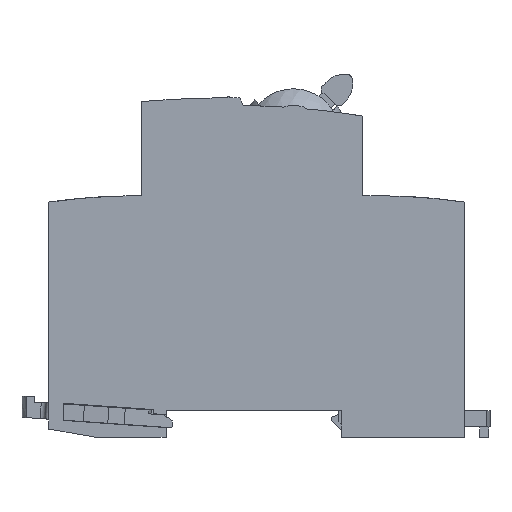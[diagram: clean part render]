
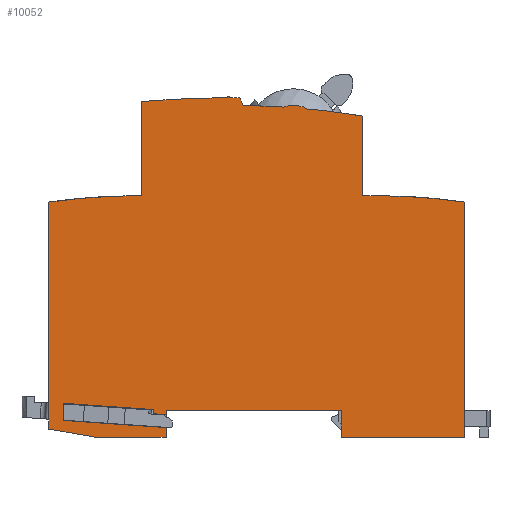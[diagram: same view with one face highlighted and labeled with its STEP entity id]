
A CAD part, left-side view. The second image highlights one B-rep face of the part: STEP entity #10052.
In plain terms, the highlighted planar face has unit normal (-1, 0, 0).
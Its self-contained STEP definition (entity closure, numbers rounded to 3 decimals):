
#2=DIRECTION('',(0.,0.998,0.07));
#3=VECTOR('',#2,2.507);
#4=CARTESIAN_POINT('',(0.,60.9,4.653));
#5=LINE('',#4,#3);
#6=DIRECTION('',(0.,0.,1.));
#7=VECTOR('',#6,0.85);
#8=CARTESIAN_POINT('',(0.,63.401,4.828));
#9=LINE('',#8,#7);
#10=DIRECTION('',(0.,0.998,0.07));
#11=VECTOR('',#10,18.444);
#12=CARTESIAN_POINT('',(0.,63.401,5.678));
#13=LINE('',#12,#11);
#14=DIRECTION('',(0.,-0.998,-0.07));
#15=VECTOR('',#14,20.951);
#16=CARTESIAN_POINT('',(0.,81.8,3.463));
#17=LINE('',#16,#15);
#18=DIRECTION('',(0.,0.985,0.174));
#19=VECTOR('',#18,9.85);
#20=CARTESIAN_POINT('',(0.,75.1,0.));
#21=LINE('',#20,#19);
#22=CARTESIAN_POINT('',(0.,65.9,-85.8));
#23=DIRECTION('',(1.,0.,0.));
#24=DIRECTION('',(0.,0.14,0.99));
#25=AXIS2_PLACEMENT_3D('',#22,#23,#24);
#27=CARTESIAN_POINT('',(0.,47.573,-146.601));
#28=DIRECTION('',(1.,0.,0.));
#29=DIRECTION('',(0.,0.085,0.996));
#30=AXIS2_PLACEMENT_3D('',#27,#28,#29);
#32=CARTESIAN_POINT('',(0.,48.198,69.352));
#33=DIRECTION('',(1.,0.,0.));
#34=DIRECTION('',(0.,1.,0.));
#35=AXIS2_PLACEMENT_3D('',#32,#33,#34);
#37=CARTESIAN_POINT('',(0.,48.198,69.352));
#38=DIRECTION('',(1.,0.,0.));
#39=DIRECTION('',(0.,0.,1.));
#40=AXIS2_PLACEMENT_3D('',#37,#38,#39);
#42=DIRECTION('',(0.,-0.444,-0.896));
#43=VECTOR('',#42,1.788);
#44=CARTESIAN_POINT('',(0.,45.898,69.245));
#45=LINE('',#44,#43);
#46=CARTESIAN_POINT('',(0.,47.043,-92.345));
#47=DIRECTION('',(1.,0.,0.));
#48=DIRECTION('',(0.,-0.012,1.));
#49=AXIS2_PLACEMENT_3D('',#46,#47,#48);
#51=CARTESIAN_POINT('',(0.,47.043,-92.345));
#52=DIRECTION('',(1.,0.,0.));
#53=DIRECTION('',(0.,-0.094,0.996));
#54=AXIS2_PLACEMENT_3D('',#51,#52,#53);
#56=DIRECTION('',(0.,-0.999,-0.035));
#57=VECTOR('',#56,2.014);
#58=CARTESIAN_POINT('',(0.,20.901,49.37));
#59=LINE('',#58,#57);
#60=CARTESIAN_POINT('',(0.,18.9,-85.8));
#61=DIRECTION('',(1.,0.,0.));
#62=DIRECTION('',(0.,0.,1.));
#63=AXIS2_PLACEMENT_3D('',#60,#61,#62);
#65=DIRECTION('',(0.,0.,1.));
#66=VECTOR('',#65,47.971);
#67=CARTESIAN_POINT('',(0.,0.,0.));
#68=LINE('',#67,#66);
#236=DIRECTION('',(0.,0.,1.));
#237=VECTOR('',#236,16.135);
#238=CARTESIAN_POINT('',(0.,20.901,49.37));
#239=LINE('',#238,#237);
#244=CARTESIAN_POINT('',(0.,34.922,61.499));
#245=DIRECTION('',(-1.,0.,0.));
#246=DIRECTION('',(0.,-0.476,0.88));
#247=AXIS2_PLACEMENT_3D('',#244,#245,#246);
#319=CARTESIAN_POINT('',(0.,47.573,-146.601));
#320=DIRECTION('',(-1.,0.,0.));
#321=DIRECTION('',(0.,-0.008,1.));
#322=AXIS2_PLACEMENT_3D('',#319,#320,#321);
#324=CARTESIAN_POINT('',(0.,47.573,-146.601));
#325=DIRECTION('',(-1.,0.,0.));
#326=DIRECTION('',(0.,0.,1.));
#327=AXIS2_PLACEMENT_3D('',#324,#325,#326);
#329=DIRECTION('',(0.,0.,1.));
#330=VECTOR('',#329,0.103);
#331=CARTESIAN_POINT('',(0.,47.998,69.249));
#332=LINE('',#331,#330);
#1373=DIRECTION('',(0.,0.,-1.));
#1374=VECTOR('',#1373,0.105);
#1375=CARTESIAN_POINT('',(0.,48.398,69.352));
#1376=LINE('',#1375,#1374);
#1385=DIRECTION('',(0.,0.,-1.));
#1386=VECTOR('',#1385,19.17);
#1387=CARTESIAN_POINT('',(0.,65.9,68.47));
#1388=LINE('',#1387,#1386);
#1496=DIRECTION('',(0.,0.,-1.));
#1497=VECTOR('',#1496,46.261);
#1498=CARTESIAN_POINT('',(0.,84.8,47.971));
#1499=LINE('',#1498,#1497);
#1540=DIRECTION('',(0.,-1.,0.));
#1541=VECTOR('',#1540,14.2);
#1542=CARTESIAN_POINT('',(0.,75.1,0.));
#1543=LINE('',#1542,#1541);
#1552=DIRECTION('',(0.,0.,1.));
#1553=VECTOR('',#1552,2.003);
#1554=CARTESIAN_POINT('',(0.,60.9,0.));
#1555=LINE('',#1554,#1553);
#1580=DIRECTION('',(0.,0.,1.));
#1581=VECTOR('',#1580,0.847);
#1582=CARTESIAN_POINT('',(0.,60.9,4.653));
#1583=LINE('',#1582,#1581);
#2125=DIRECTION('',(0.,0.,1.));
#2126=VECTOR('',#2125,3.5);
#2127=CARTESIAN_POINT('',(0.,81.8,3.463));
#2128=LINE('',#2127,#2126);
#4242=DIRECTION('',(0.,-1.,0.));
#4243=VECTOR('',#4242,35.7);
#4244=CARTESIAN_POINT('',(0.,60.9,5.5));
#4245=LINE('',#4244,#4243);
#5554=DIRECTION('',(0.,0.,-1.));
#5555=VECTOR('',#5554,5.5);
#5556=CARTESIAN_POINT('',(0.,25.2,5.5));
#5557=LINE('',#5556,#5555);
#6634=DIRECTION('',(0.,-1.,0.));
#6635=VECTOR('',#6634,25.2);
#6636=CARTESIAN_POINT('',(0.,25.2,0.));
#6637=LINE('',#6636,#6635);
#7650=CARTESIAN_POINT('',(0.,0.,0.));
#7651=CARTESIAN_POINT('',(0.,0.,47.971));
#7652=VERTEX_POINT('',#7650);
#7653=VERTEX_POINT('',#7651);
#7654=CARTESIAN_POINT('',(0.,25.2,0.));
#7655=VERTEX_POINT('',#7654);
#7656=CARTESIAN_POINT('',(0.,25.2,5.5));
#7657=VERTEX_POINT('',#7656);
#7658=CARTESIAN_POINT('',(0.,60.9,5.5));
#7659=VERTEX_POINT('',#7658);
#7660=CARTESIAN_POINT('',(0.,60.9,4.653));
#7661=VERTEX_POINT('',#7660);
#7662=CARTESIAN_POINT('',(0.,63.401,4.828));
#7663=VERTEX_POINT('',#7662);
#7664=CARTESIAN_POINT('',(0.,63.401,5.678));
#7665=VERTEX_POINT('',#7664);
#7666=CARTESIAN_POINT('',(0.,81.8,6.963));
#7667=VERTEX_POINT('',#7666);
#7668=CARTESIAN_POINT('',(0.,81.8,3.463));
#7669=VERTEX_POINT('',#7668);
#7670=CARTESIAN_POINT('',(0.,60.9,2.003));
#7671=VERTEX_POINT('',#7670);
#7672=CARTESIAN_POINT('',(0.,60.9,0.));
#7673=VERTEX_POINT('',#7672);
#7674=CARTESIAN_POINT('',(0.,75.1,0.));
#7675=VERTEX_POINT('',#7674);
#7676=CARTESIAN_POINT('',(0.,84.8,1.71));
#7677=VERTEX_POINT('',#7676);
#7678=CARTESIAN_POINT('',(0.,84.8,47.971));
#7679=VERTEX_POINT('',#7678);
#7680=CARTESIAN_POINT('',(0.,65.9,49.3));
#7681=VERTEX_POINT('',#7680);
#7682=CARTESIAN_POINT('',(0.,65.9,68.47));
#7683=VERTEX_POINT('',#7682);
#7684=CARTESIAN_POINT('',(0.,48.398,69.248));
#7685=VERTEX_POINT('',#7684);
#7686=CARTESIAN_POINT('',(0.,48.398,69.352));
#7687=VERTEX_POINT('',#7686);
#7688=CARTESIAN_POINT('',(0.,48.198,69.552));
#7689=VERTEX_POINT('',#7688);
#7690=CARTESIAN_POINT('',(0.,47.998,69.352));
#7691=VERTEX_POINT('',#7690);
#7692=CARTESIAN_POINT('',(0.,47.998,69.249));
#7693=VERTEX_POINT('',#7692);
#7694=CARTESIAN_POINT('',(0.,47.573,69.249));
#7695=VERTEX_POINT('',#7694);
#7696=CARTESIAN_POINT('',(0.,45.899,69.243));
#7697=VERTEX_POINT('',#7696);
#7698=CARTESIAN_POINT('',(0.,45.103,67.643));
#7699=VERTEX_POINT('',#7698);
#7700=CARTESIAN_POINT('',(0.,36.977,67.338));
#7701=VERTEX_POINT('',#7700);
#7702=CARTESIAN_POINT('',(0.,31.977,66.944));
#7703=VERTEX_POINT('',#7702);
#7704=CARTESIAN_POINT('',(0.,20.901,65.505));
#7705=VERTEX_POINT('',#7704);
#7706=CARTESIAN_POINT('',(0.,20.901,49.37));
#7707=VERTEX_POINT('',#7706);
#7708=CARTESIAN_POINT('',(0.,18.888,49.3));
#7709=VERTEX_POINT('',#7708);
#9985=CARTESIAN_POINT('',(0.,42.419,37.687));
#9986=DIRECTION('',(1.,0.,0.));
#9987=DIRECTION('',(0.,0.,-1.));
#9988=AXIS2_PLACEMENT_3D('',#9985,#9986,#9987);
#9989=PLANE('',#9988);
#9991=ORIENTED_EDGE('',*,*,#9990,.F.);
#9993=ORIENTED_EDGE('',*,*,#9992,.F.);
#9995=ORIENTED_EDGE('',*,*,#9994,.F.);
#9997=ORIENTED_EDGE('',*,*,#9996,.F.);
#9999=ORIENTED_EDGE('',*,*,#9998,.F.);
#10001=ORIENTED_EDGE('',*,*,#10000,.T.);
#10003=ORIENTED_EDGE('',*,*,#10002,.T.);
#10005=ORIENTED_EDGE('',*,*,#10004,.T.);
#10007=ORIENTED_EDGE('',*,*,#10006,.F.);
#10009=ORIENTED_EDGE('',*,*,#10008,.T.);
#10011=ORIENTED_EDGE('',*,*,#10010,.F.);
#10013=ORIENTED_EDGE('',*,*,#10012,.F.);
#10015=ORIENTED_EDGE('',*,*,#10014,.T.);
#10017=ORIENTED_EDGE('',*,*,#10016,.F.);
#10019=ORIENTED_EDGE('',*,*,#10018,.T.);
#10021=ORIENTED_EDGE('',*,*,#10020,.F.);
#10023=ORIENTED_EDGE('',*,*,#10022,.T.);
#10025=ORIENTED_EDGE('',*,*,#10024,.F.);
#10027=ORIENTED_EDGE('',*,*,#10026,.T.);
#10029=ORIENTED_EDGE('',*,*,#10028,.T.);
#10031=ORIENTED_EDGE('',*,*,#10030,.F.);
#10033=ORIENTED_EDGE('',*,*,#10032,.F.);
#10035=ORIENTED_EDGE('',*,*,#10034,.F.);
#10037=ORIENTED_EDGE('',*,*,#10036,.T.);
#10039=ORIENTED_EDGE('',*,*,#10038,.T.);
#10041=ORIENTED_EDGE('',*,*,#10040,.F.);
#10043=ORIENTED_EDGE('',*,*,#10042,.T.);
#10045=ORIENTED_EDGE('',*,*,#10044,.F.);
#10047=ORIENTED_EDGE('',*,*,#10046,.T.);
#10049=ORIENTED_EDGE('',*,*,#10048,.T.);
#10050=EDGE_LOOP('',(#9991,#9993,#9995,#9997,#9999,#10001,#10003,#10005,#10007,
#10009,#10011,#10013,#10015,#10017,#10019,#10021,#10023,#10025,#10027,#10029,
#10031,#10033,#10035,#10037,#10039,#10041,#10043,#10045,#10047,#10049));
#10051=FACE_OUTER_BOUND('',#10050,.F.);
#26=CIRCLE('',#25,135.1);
#31=CIRCLE('',#30,215.85);
#36=CIRCLE('',#35,0.2);
#41=CIRCLE('',#40,0.2);
#50=CIRCLE('',#49,160.);
#55=CIRCLE('',#54,160.);
#64=CIRCLE('',#63,135.1);
#248=CIRCLE('',#247,6.19);
#323=CIRCLE('',#322,215.85);
#328=CIRCLE('',#327,215.85);
#9990=EDGE_CURVE('',#7652,#7653,#68,.T.);
#9992=EDGE_CURVE('',#7655,#7652,#6637,.T.);
#9994=EDGE_CURVE('',#7657,#7655,#5557,.T.);
#9996=EDGE_CURVE('',#7659,#7657,#4245,.T.);
#9998=EDGE_CURVE('',#7661,#7659,#1583,.T.);
#10000=EDGE_CURVE('',#7661,#7663,#5,.T.);
#10002=EDGE_CURVE('',#7663,#7665,#9,.T.);
#10004=EDGE_CURVE('',#7665,#7667,#13,.T.);
#10006=EDGE_CURVE('',#7669,#7667,#2128,.T.);
#10008=EDGE_CURVE('',#7669,#7671,#17,.T.);
#10010=EDGE_CURVE('',#7673,#7671,#1555,.T.);
#10012=EDGE_CURVE('',#7675,#7673,#1543,.T.);
#10014=EDGE_CURVE('',#7675,#7677,#21,.T.);
#10016=EDGE_CURVE('',#7679,#7677,#1499,.T.);
#10018=EDGE_CURVE('',#7679,#7681,#26,.T.);
#10020=EDGE_CURVE('',#7683,#7681,#1388,.T.);
#10022=EDGE_CURVE('',#7683,#7685,#31,.T.);
#10024=EDGE_CURVE('',#7687,#7685,#1376,.T.);
#10026=EDGE_CURVE('',#7687,#7689,#36,.T.);
#10028=EDGE_CURVE('',#7689,#7691,#41,.T.);
#10030=EDGE_CURVE('',#7693,#7691,#332,.T.);
#10032=EDGE_CURVE('',#7695,#7693,#328,.T.);
#10034=EDGE_CURVE('',#7697,#7695,#323,.T.);
#10036=EDGE_CURVE('',#7697,#7699,#45,.T.);
#10038=EDGE_CURVE('',#7699,#7701,#50,.T.);
#10040=EDGE_CURVE('',#7703,#7701,#248,.T.);
#10042=EDGE_CURVE('',#7703,#7705,#55,.T.);
#10044=EDGE_CURVE('',#7707,#7705,#239,.T.);
#10046=EDGE_CURVE('',#7707,#7709,#59,.T.);
#10048=EDGE_CURVE('',#7709,#7653,#64,.T.);
#10052=ADVANCED_FACE('',(#10051),#9989,.F.);
